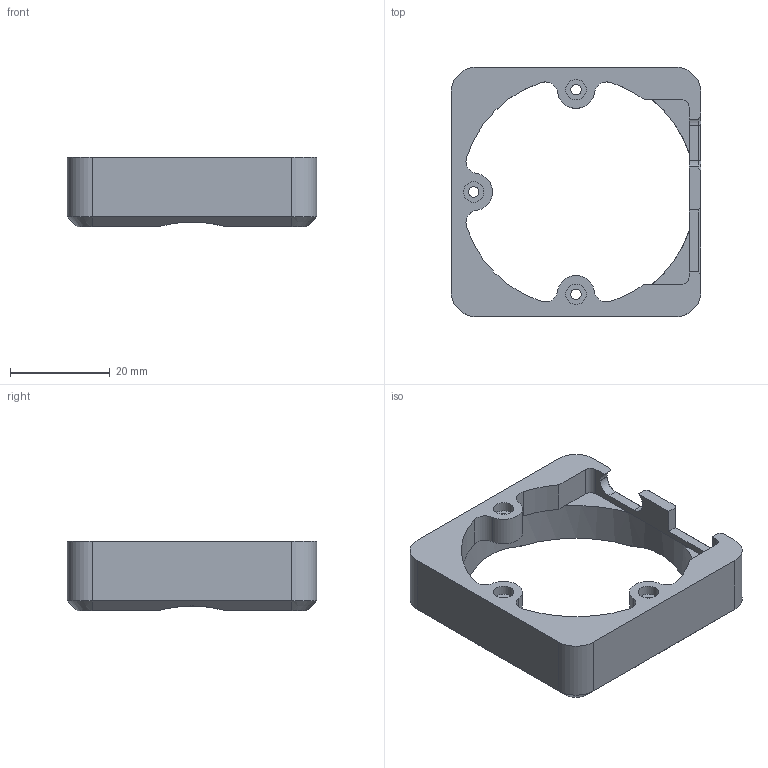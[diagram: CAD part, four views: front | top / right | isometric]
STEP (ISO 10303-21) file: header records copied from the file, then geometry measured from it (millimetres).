
FILE_DESCRIPTION(/* description */ (''),/* implementation_level */ '2;1');
FILE_NAME(/* name */ '',/* time_stamp */ '2023-01-04T11:50:50+08:00',/* author */ (''),/* organization */ (''),/* preprocessor_version */ 'ST-DEVELOPER v19.2',/* originating_system */ 'Autodesk Translation Framework v11.17.0.187',/* authorisation */ '');
FILE_SCHEMA (('AUTOMOTIVE_DESIGN { 1 0 10303 214 3 1 1 }'));
Length unit declared in the file: millimetre
Products named in the file (1): 底座 (1)
Bounding box: 50 x 50 x 14 mm (x, y, z)
Volume: 9765.3 mm3; surface area: 6420.6 mm2
Topology: 1 solids, 1 shells, 74 faces, 193 edges, 122 vertices
Faces by surface type: plane 36, cylinder 30, cone 8
Full cylindrical faces by diameter (mm): 2.1 x3, 4.1 x3, 48 x1
Entity records: 2331 total; most frequent: DIRECTION 421, CARTESIAN_POINT 394, ORIENTED_EDGE 386, EDGE_CURVE 193, AXIS2_PLACEMENT_3D 155, VERTEX_POINT 122, LINE 111, VECTOR 111
